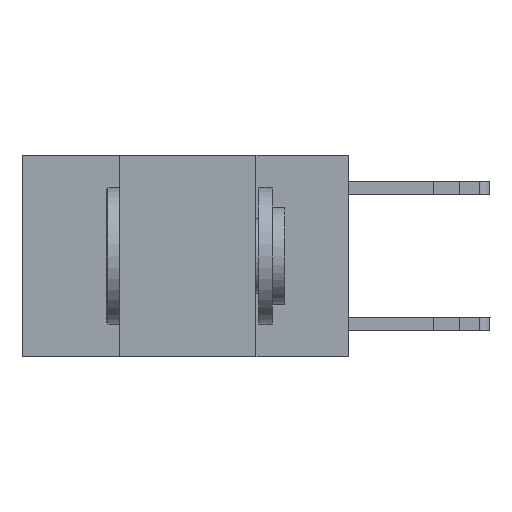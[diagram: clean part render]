
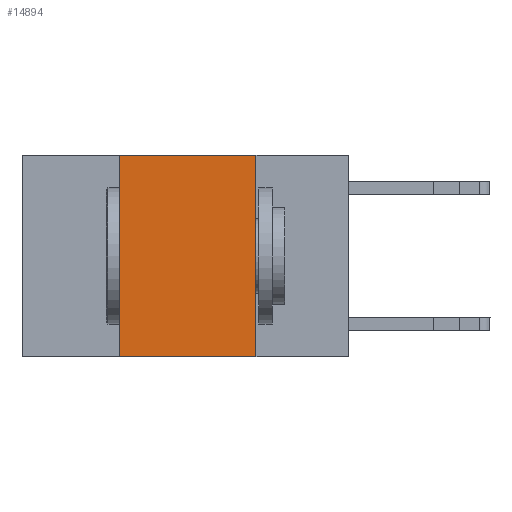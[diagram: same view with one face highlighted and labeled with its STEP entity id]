
A CAD part, left-side view. The second image highlights one B-rep face of the part: STEP entity #14894.
In plain terms, the highlighted planar face has unit normal (-1, 0, 0).
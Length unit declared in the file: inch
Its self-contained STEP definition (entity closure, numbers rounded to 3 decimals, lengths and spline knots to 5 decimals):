
#3047 = VECTOR ( 'NONE', #14711, 39.37008 ) ;
#3127 = LINE ( 'NONE', #14863, #3047 ) ;
#4173 = DIRECTION ( 'NONE',  ( 0., 0., -1. ) ) ;
#4239 = CARTESIAN_POINT ( 'NONE',  ( 0., 0.42, 0. ) ) ;
#4423 = ORIENTED_EDGE ( 'NONE', *, *, #9037, .F. ) ;
#4431 = CARTESIAN_POINT ( 'NONE',  ( 0., 0.17, -0.37 ) ) ;
#4469 = VERTEX_POINT ( 'NONE', #7864 ) ;
#4906 = EDGE_CURVE ( 'NONE', #4469, #9679, #6287, .T. ) ;
#5750 = VECTOR ( 'NONE', #22338, 39.37008 ) ;
#6188 = VECTOR ( 'NONE', #4173, 39.37008 ) ;
#6287 = LINE ( 'NONE', #22398, #5750 ) ;
#6593 = LINE ( 'NONE', #8195, #6188 ) ;
#7864 = CARTESIAN_POINT ( 'NONE',  ( 0., 0.42, -0.37 ) ) ;
#8195 = CARTESIAN_POINT ( 'NONE',  ( 0., 0.17, 0. ) ) ;
#9037 = EDGE_CURVE ( 'NONE', #4469, #9706, #3127, .T. ) ;
#9679 = VERTEX_POINT ( 'NONE', #4431 ) ;
#9706 = VERTEX_POINT ( 'NONE', #4239 ) ;
#11939 = EDGE_LOOP ( 'NONE', ( #24472, #24929, #4423, #23207 ) ) ;
#14711 = DIRECTION ( 'NONE',  ( 0., 0., 1. ) ) ;
#14863 = CARTESIAN_POINT ( 'NONE',  ( 0., 0.42, 0. ) ) ;
#14894 = ADVANCED_FACE ( 'NONE', ( #23621 ), #19679, .F. ) ;
#15080 = DIRECTION ( 'NONE',  ( 0., -1., 0. ) ) ;
#18671 = EDGE_CURVE ( 'NONE', #9706, #21414, #25548, .T. ) ;
#18906 = DIRECTION ( 'NONE',  ( 0., 0., -1. ) ) ;
#18939 = DIRECTION ( 'NONE',  ( 1., 0., 0. ) ) ;
#19291 = CARTESIAN_POINT ( 'NONE',  ( 0., 0.6, 0. ) ) ;
#19483 = CARTESIAN_POINT ( 'NONE',  ( 0., 0.17, 0. ) ) ;
#19679 = PLANE ( 'NONE',  #23922 ) ;
#19702 = EDGE_CURVE ( 'NONE', #21414, #9679, #6593, .T. ) ;
#20129 = VECTOR ( 'NONE', #15080, 39.37008 ) ;
#21414 = VERTEX_POINT ( 'NONE', #19483 ) ;
#22338 = DIRECTION ( 'NONE',  ( 0., -1., 0. ) ) ;
#22398 = CARTESIAN_POINT ( 'NONE',  ( 0., 0.6, -0.37 ) ) ;
#23207 = ORIENTED_EDGE ( 'NONE', *, *, #4906, .T. ) ;
#23621 = FACE_OUTER_BOUND ( 'NONE', #11939, .T. ) ;
#23922 = AXIS2_PLACEMENT_3D ( 'NONE', #19291, #18939, #18906 ) ;
#24472 = ORIENTED_EDGE ( 'NONE', *, *, #19702, .F. ) ;
#24887 = CARTESIAN_POINT ( 'NONE',  ( 0., 0.6, 0. ) ) ;
#24929 = ORIENTED_EDGE ( 'NONE', *, *, #18671, .F. ) ;
#25548 = LINE ( 'NONE', #24887, #20129 ) ;
